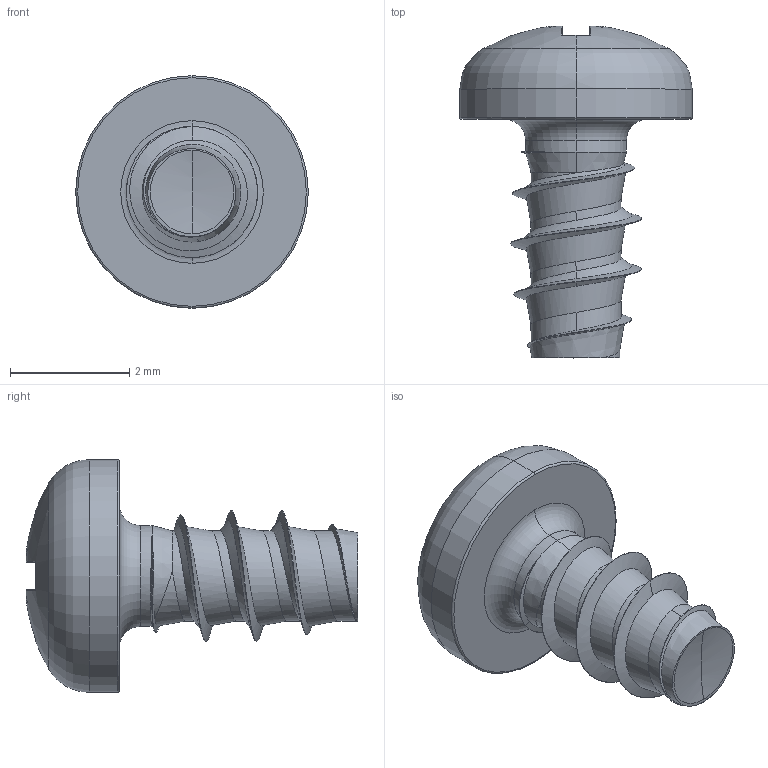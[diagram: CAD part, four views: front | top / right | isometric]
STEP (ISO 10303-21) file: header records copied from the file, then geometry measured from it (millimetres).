
FILE_DESCRIPTION (( 'STEP AP203' ), '1' );
FILE_NAME ('STP220220040.STEP', '2017-08-15T02:26:01', ( '' ), ( '' ), 'SwSTEP 2.0', 'SolidWorks 2015', '' );
FILE_SCHEMA (( 'CONFIG_CONTROL_DESIGN' ));
Length unit declared in the file: millimetre
Products named in the file (1): STP220220040
Bounding box: 3.9 x 5.56 x 3.9 mm (x, y, z)
Volume: 21.7 mm3; surface area: 69.2 mm2
Topology: 1 solids, 1 shells, 175 faces, 410 edges, 237 vertices
Faces by surface type: bspline 55, cylinder 34, plane 30, torus 28, sphere 20, cone 8
Entity records: 12496 total; most frequent: CARTESIAN_POINT 8857, ORIENTED_EDGE 816, DIRECTION 682, EDGE_CURVE 408, AXIS2_PLACEMENT_3D 302, VERTEX_POINT 237, CIRCLE 181, EDGE_LOOP 177
